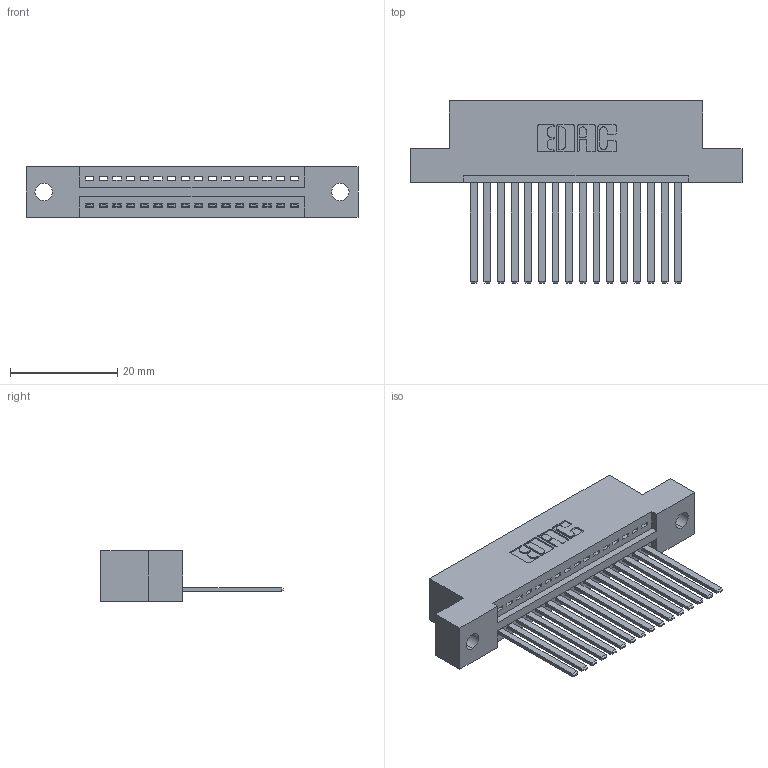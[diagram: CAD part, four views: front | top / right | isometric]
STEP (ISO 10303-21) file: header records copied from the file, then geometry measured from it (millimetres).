
FILE_DESCRIPTION (( 'STEP AP203' ), '1' );
FILE_NAME ('395-016-544-102.STEP', '2019-10-16T16:43:54', ( '' ), ( '' ), 'SwSTEP 2.0', 'SolidWorks 2016', '' );
FILE_SCHEMA (( 'CONFIG_CONTROL_DESIGN' ));
Length unit declared in the file: inch
Products named in the file (3): 395-016-544-102; 345-292-001_345-293-144; 345 Part_Flush Mounting Lugs - 0.128 Dia
Assembly tree (17 placements, depth 2):
  395-016-544-102
    345 Part_Flush Mounting Lugs - 0.128 Dia
    345-292-001_345-293-144  x16
Bounding box: 61.85 x 33.96 x 9.4 mm (x, y, z)
Volume: 5810.1 mm3; surface area: 7652.5 mm2
Topology: 17 solids, 17 shells, 958 faces, 2869 edges, 1890 vertices
Faces by surface type: plane 656, cylinder 302
Entity records: 15361 total; most frequent: CARTESIAN_POINT 2668, ORIENTED_EDGE 2618, DIRECTION 2365, EDGE_CURVE 1309, VECTOR 1117, LINE 1117, VERTEX_POINT 870, AXIS2_PLACEMENT_3D 624
